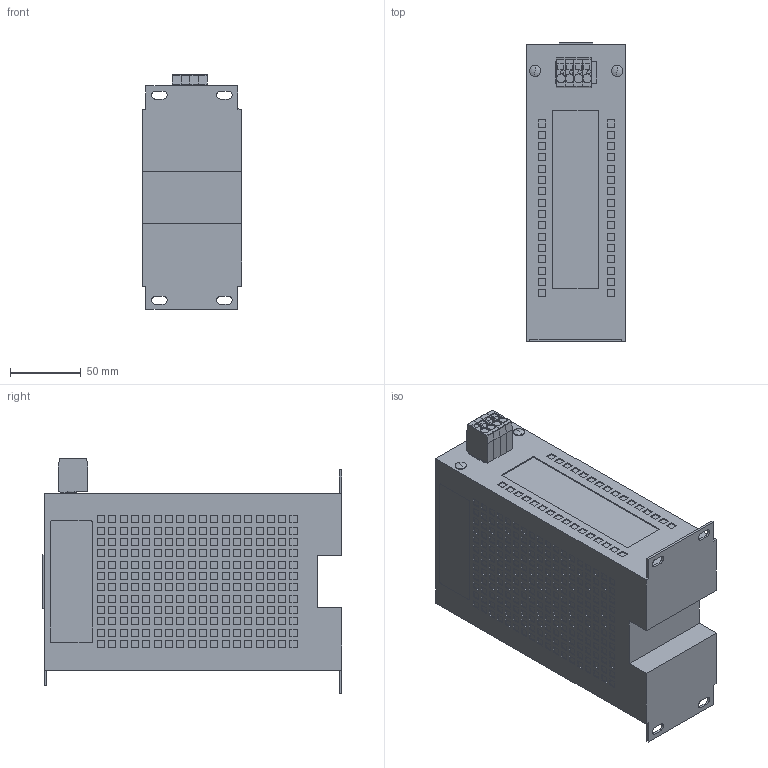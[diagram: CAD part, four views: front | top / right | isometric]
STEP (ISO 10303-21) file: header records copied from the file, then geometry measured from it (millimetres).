
FILE_DESCRIPTION (( 'STEP AP214' ), '1' );
FILE_NAME ('909829.STEP', '2024-06-25T12:07:54', ( '' ), ( '' ), 'SwSTEP 2.0', 'SolidWorks 2022', '' );
FILE_SCHEMA (( 'AUTOMOTIVE_DESIGN' ));
Length unit declared in the file: millimetre
Products named in the file (1): 909829
Bounding box: 70.05 x 211.5 x 166.02 mm (x, y, z)
Volume: 1793278.2 mm3; surface area: 116608.9 mm2
Topology: 1 solids, 1 shells, 2770 faces, 6698 edges, 4444 vertices
Faces by surface type: plane 2703, cylinder 59, sphere 8
Entity records: 79118 total; most frequent: CARTESIAN_POINT 13933, ORIENTED_EDGE 13388, DIRECTION 12346, EDGE_CURVE 6694, VECTOR 6568, LINE 6568, VERTEX_POINT 4444, EDGE_LOOP 3296
